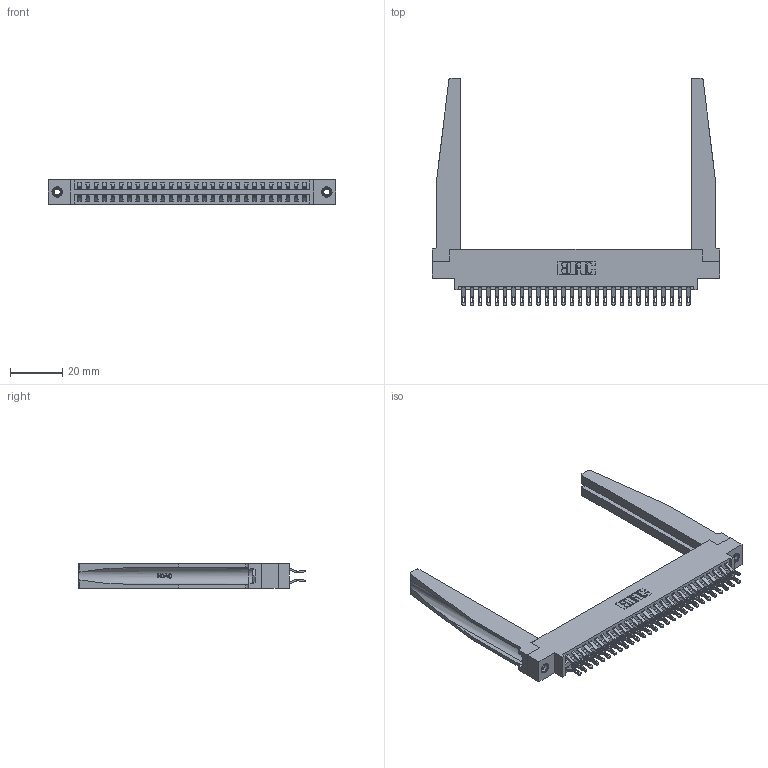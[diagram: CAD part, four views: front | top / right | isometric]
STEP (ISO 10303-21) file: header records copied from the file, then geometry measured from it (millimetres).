
FILE_DESCRIPTION (( 'STEP AP203' ), '1' );
FILE_NAME ('396-056-555-878.STEP', '2019-11-02T08:25:31', ( '' ), ( '' ), 'SwSTEP 2.0', 'SolidWorks 2016', '' );
FILE_SCHEMA (( 'CONFIG_CONTROL_DESIGN' ));
Length unit declared in the file: inch
Products named in the file (5): 345-292-001_555 Tail; 346-220-078_345-220-078; 345-250-001_345-250-001-102; 396-056-555-878; 346 Part_0.170 Offset - 0.156 Dia-TH
Assembly tree (61 placements, depth 2):
  396-056-555-878
    346 Part_0.170 Offset - 0.156 Dia-TH
    345-292-001_555 Tail  x56
    346-220-078_345-220-078  x2
    345-250-001_345-250-001-102  x2
Bounding box: 109.47 x 86.74 x 9.4 mm (x, y, z)
Volume: 17483 mm3; surface area: 21611 mm2
Topology: 61 solids, 61 shells, 3608 faces, 11197 edges, 7454 vertices
Faces by surface type: plane 2070, cylinder 1486, bspline 36, cone 12, torus 4
Entity records: 25364 total; most frequent: CARTESIAN_POINT 5173, ORIENTED_EDGE 3966, DIRECTION 3565, EDGE_CURVE 1983, LINE 1625, VECTOR 1625, VERTEX_POINT 1316, AXIS2_PLACEMENT_3D 970
